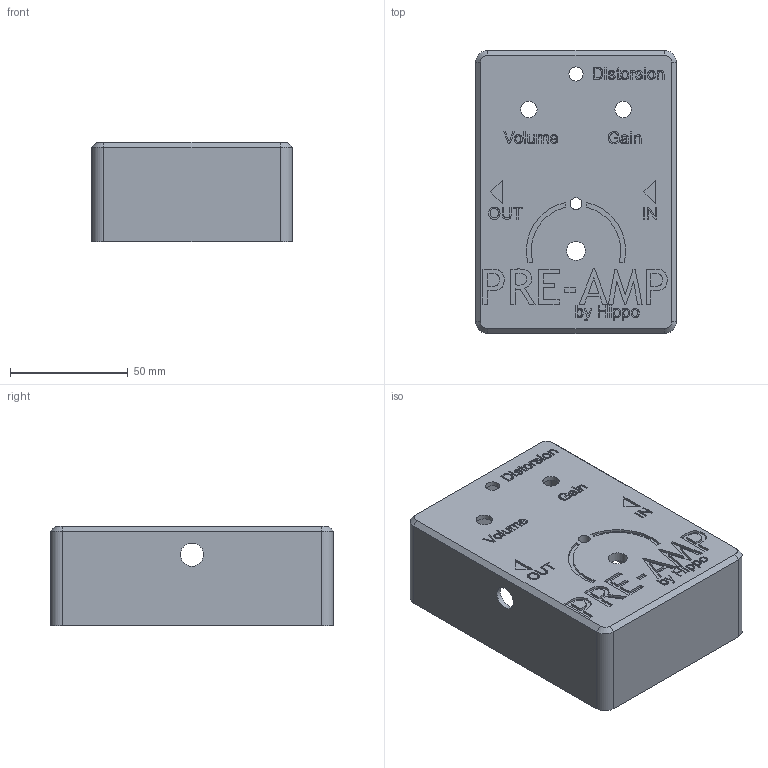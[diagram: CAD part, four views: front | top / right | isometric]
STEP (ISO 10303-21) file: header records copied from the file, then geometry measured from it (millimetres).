
FILE_DESCRIPTION(/* description */ (''),/* implementation_level */ '2;1');
FILE_NAME(/* name */ 'stompbox v7.step',/* time_stamp */ '2024-11-17T19:21:34+01:00',/* author */ (''),/* organization */ (''),/* preprocessor_version */ 'ST-DEVELOPER v20',/* originating_system */ 'Autodesk Translation Framework v13.20.0.188',/* authorisation */ '');
FILE_SCHEMA (('AUTOMOTIVE_DESIGN { 1 0 10303 214 3 1 1 }'));
Length unit declared in the file: millimetre
Products named in the file (1): stompbox
Bounding box: 85 x 120 x 42 mm (x, y, z)
Volume: 53537.8 mm3; surface area: 53647.3 mm2
Topology: 1 solids, 1 shells, 754 faces, 2056 edges, 1368 vertices
Faces by surface type: bspline 406, plane 322, cylinder 22, cone 4
Full cylindrical faces by diameter (mm): 5 x1, 6 x1, 7 x2, 8 x1, 9.8 x2, 50 x1
Entity records: 29337 total; most frequent: CARTESIAN_POINT 12953, ORIENTED_EDGE 4112, EDGE_CURVE 2056, DIRECTION 1990, VERTEX_POINT 1368, LINE 1196, VECTOR 1196, EDGE_LOOP 832
